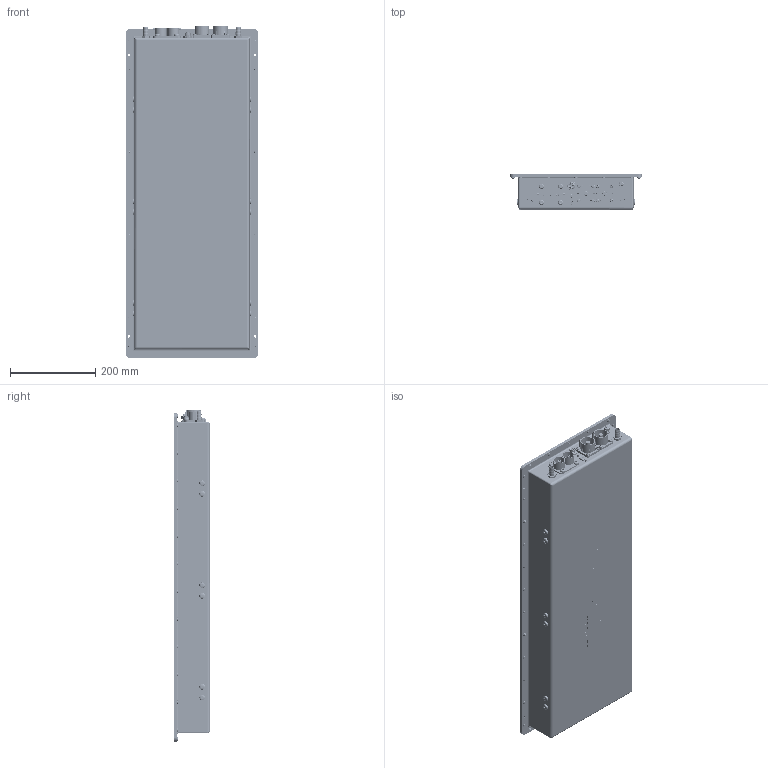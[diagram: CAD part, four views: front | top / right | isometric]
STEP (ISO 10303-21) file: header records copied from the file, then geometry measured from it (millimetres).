
FILE_DESCRIPTION (( 'STEP AP214' ), '1' );
FILE_NAME ('1877ENS002.STEP', '2022-11-22T08:20:33', ( '' ), ( '' ), 'SwSTEP 2.0', 'SolidWorks 2021', '' );
FILE_SCHEMA (( 'AUTOMOTIVE_DESIGN' ));
Length unit declared in the file: millimetre
Products named in the file (21): Etiquette Danger électrique; ECROU H ALU_ECROU H, M8; Amphenol P00X-500-10-6; Union legris 01911013; Vis CBLX M6 INOX A4_VIS CBLX, M  6 -  12; 1410508_; RONDELLE ELASTIQUE BOMBEE_RONDELLE ELASTIQUE BOMBEE D4; 1655ME001; RONDELLE ELASTIQUE BOMBEE_RONDELLE ELASTIQUE BOMBEE D6; Vis CBLX M4 INOX A4_VIS CBLX, M  4 -  12; 415371; Vis FX M4_VIS FX, M  4 -  10; 1655ME002; 1877ENS002; Amphenol P00Y-500-10-6; Etiquette DCDC COMET DOUBLE_Vierge; Sub-D 9pts IP67; ROND PLATE MU D8; Amphenol PL08-2X-300-10-6; Entretoise  SUB-D INOX_Entretoise SUB-D  M3-M3 L8-5; VIS ETANCHE CBLX M6_VIS CBLX, M  6 -  16
Assembly tree (87 placements, depth 2):
  1877ENS002
    1655ME001
    1655ME002
    Union legris 01911013  x2
    Sub-D 9pts IP67
    Amphenol PL08-2X-300-10-6
    Amphenol P00X-500-10-6
    Amphenol P00Y-500-10-6
    RONDELLE ELASTIQUE BOMBEE_RONDELLE ELASTIQUE BOMBEE D4  x8
    Vis CBLX M4 INOX A4_VIS CBLX, M  4 -  12  x8
    Vis FX M4_VIS FX, M  4 -  10  x34
    Entretoise  SUB-D INOX_Entretoise SUB-D  M3-M3 L8-5  x2
    Vis CBLX M6 INOX A4_VIS CBLX, M  6 -  12  x4
    RONDELLE ELASTIQUE BOMBEE_RONDELLE ELASTIQUE BOMBEE D6  x4
    ROND PLATE MU D8  x2
    ECROU H ALU_ECROU H, M8
    Etiquette Danger électrique
    Etiquette DCDC COMET DOUBLE_Vierge
    1410508_
    415371
    VIS ETANCHE CBLX M6_VIS CBLX, M  6 -  16  x12
Bounding box: 310 x 84.5 x 779.2 mm (x, y, z)
Volume: 2203860.4 mm3; surface area: 1396526.3 mm2
Topology: 175 solids, 175 shells, 5565 faces, 13813 edges, 8848 vertices
Faces by surface type: cylinder 2557, plane 1880, cone 726, bspline 210, torus 192
Entity records: 129305 total; most frequent: CARTESIAN_POINT 49534, DIRECTION 14306, ORIENTED_EDGE 14148, EDGE_CURVE 7074, AXIS2_PLACEMENT_3D 5196, VERTEX_POINT 4591, VECTOR 3914, LINE 3914
